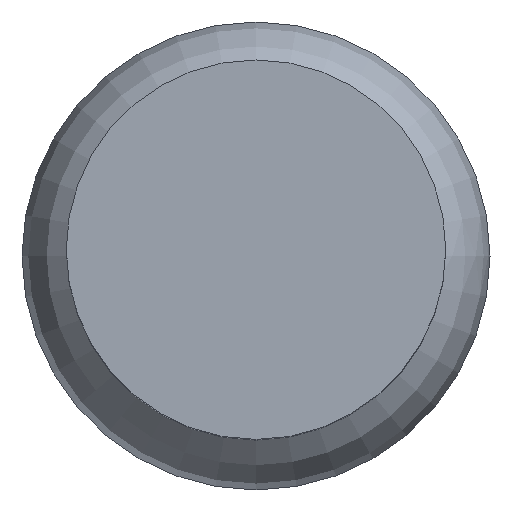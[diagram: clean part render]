
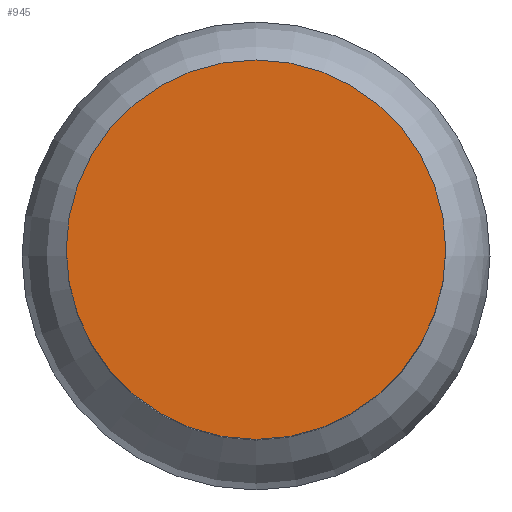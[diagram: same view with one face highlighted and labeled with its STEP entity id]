
A CAD part, top view. The second image highlights one B-rep face of the part: STEP entity #945.
In plain terms, the highlighted planar face has unit normal (0, 0, 1).
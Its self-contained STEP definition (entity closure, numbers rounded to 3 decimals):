
#861 = EDGE_CURVE('',#862,#862,#864,.T.);
#862 = VERTEX_POINT('',#863);
#863 = CARTESIAN_POINT('',(0.45,0.,16.55));
#864 = SURFACE_CURVE('',#865,(#870,#882),.PCURVE_S1.);
#865 = CIRCLE('',#866,0.45);
#866 = AXIS2_PLACEMENT_3D('',#867,#868,#869);
#867 = CARTESIAN_POINT('',(0.,0.,16.55));
#868 = DIRECTION('',(0.,0.,1.));
#869 = DIRECTION('',(1.,0.,0.));
#870 = PCURVE('',#871,#876);
#871 = CYLINDRICAL_SURFACE('',#872,0.45);
#872 = AXIS2_PLACEMENT_3D('',#873,#874,#875);
#873 = CARTESIAN_POINT('',(0.,0.,15.65));
#874 = DIRECTION('',(0.,0.,1.));
#875 = DIRECTION('',(1.,0.,0.));
#876 = DEFINITIONAL_REPRESENTATION('',(#877),#881);
#877 = LINE('',#878,#879);
#878 = CARTESIAN_POINT('',(0.,0.9));
#879 = VECTOR('',#880,1.);
#880 = DIRECTION('',(1.,0.));
#881 = ( GEOMETRIC_REPRESENTATION_CONTEXT(2) 
PARAMETRIC_REPRESENTATION_CONTEXT() REPRESENTATION_CONTEXT('2D SPACE',''
  ) );
#882 = PCURVE('',#883,#888);
#883 = PLANE('',#884);
#884 = AXIS2_PLACEMENT_3D('',#885,#886,#887);
#885 = CARTESIAN_POINT('',(0.,0.,16.55));
#886 = DIRECTION('',(0.,0.,1.));
#887 = DIRECTION('',(1.,0.,0.));
#888 = DEFINITIONAL_REPRESENTATION('',(#889),#893);
#889 = CIRCLE('',#890,0.45);
#890 = AXIS2_PLACEMENT_2D('',#891,#892);
#891 = CARTESIAN_POINT('',(0.,0.));
#892 = DIRECTION('',(1.,0.));
#893 = ( GEOMETRIC_REPRESENTATION_CONTEXT(2) 
PARAMETRIC_REPRESENTATION_CONTEXT() REPRESENTATION_CONTEXT('2D SPACE',''
  ) );
#945 = ADVANCED_FACE('',(#946),#883,.T.);
#946 = FACE_BOUND('',#947,.T.);
#947 = EDGE_LOOP('',(#948));
#948 = ORIENTED_EDGE('',*,*,#861,.T.);
